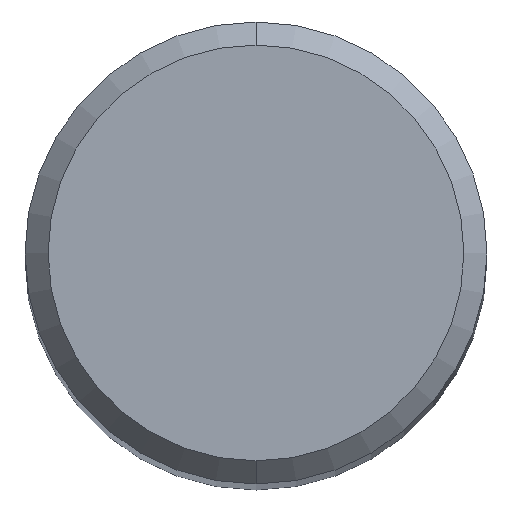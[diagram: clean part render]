
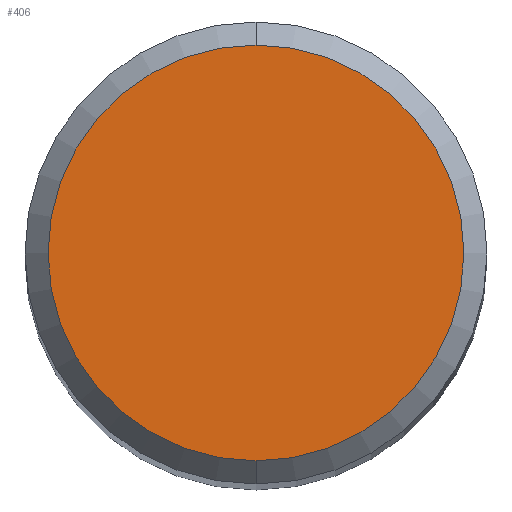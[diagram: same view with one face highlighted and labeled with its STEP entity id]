
A CAD part, top view. The second image highlights one B-rep face of the part: STEP entity #406.
In plain terms, the highlighted planar face has unit normal (0, 0, 1).
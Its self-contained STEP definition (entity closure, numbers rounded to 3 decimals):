
#176=VERTEX_POINT('',#477);
#214=EDGE_CURVE('',#176,#314,#520,.T.);
#314=VERTEX_POINT('',#628);
#406=ADVANCED_FACE('',(#732),#733,.T.);
#418=EDGE_CURVE('',#314,#176,#745,.T.);
#477=CARTESIAN_POINT('',(0.,-3.6,0.0));
#520=CIRCLE('',#875,3.6);
#628=CARTESIAN_POINT('',(0.0,3.6,0.0));
#732=FACE_OUTER_BOUND('',#1316,.T.);
#733=PLANE('',#1317);
#745=CIRCLE('',#1346,3.6);
#875=AXIS2_PLACEMENT_3D('',#1477,#1478,#1479);
#1316=EDGE_LOOP('',(#1726,#1727));
#1317=AXIS2_PLACEMENT_3D('',#1728,#1729,#1730);
#1346=AXIS2_PLACEMENT_3D('',#1737,#1738,#1739);
#1477=CARTESIAN_POINT('',(0.0,0.0,0.0));
#1478=DIRECTION('',(0.0,0.0,-1.0));
#1479=DIRECTION('',(0.0,1.0,0.0));
#1726=ORIENTED_EDGE('',*,*,#418,.F.);
#1727=ORIENTED_EDGE('',*,*,#214,.F.);
#1728=CARTESIAN_POINT('',(0.0,1.8,0.0));
#1729=DIRECTION('',(-0.0,0.0,1.0));
#1730=DIRECTION('',(0.0,-1.0,0.0));
#1737=CARTESIAN_POINT('',(0.0,0.0,0.0));
#1738=DIRECTION('',(0.0,0.0,-1.0));
#1739=DIRECTION('',(0.0,1.0,0.0));
